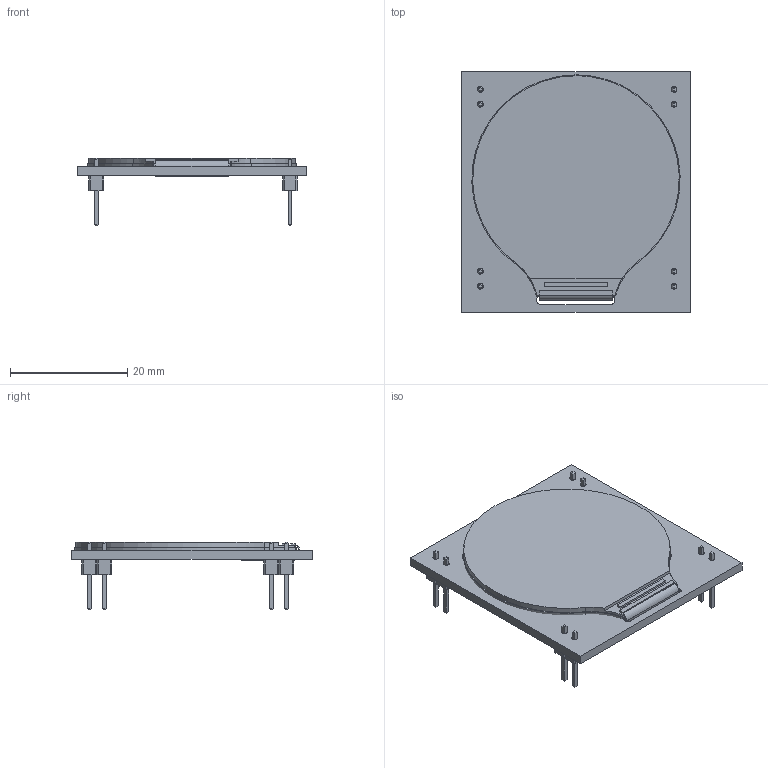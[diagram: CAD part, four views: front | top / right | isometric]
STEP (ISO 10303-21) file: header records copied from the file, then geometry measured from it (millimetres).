
FILE_DESCRIPTION(('KiCad electronic assembly'),'2;1');
FILE_NAME('round_lcd_riser.step','2024-04-23T12:46:14',('Pcbnew'),( 'Kicad'),'Open CASCADE STEP processor 7.7','KiCad to STEP converter' ,'Unknown');
FILE_SCHEMA(('AUTOMOTIVE_DESIGN { 1 0 10303 214 1 1 1 1 }'));
Length unit declared in the file: millimetre
Products named in the file (6): round_lcd_riser 1; GC9A01; PinHeader_1x02_P2.54mm_Vertical; PinHeader_1x02_P254mm_Vertical; Kishoof_screen_PCB
Assembly tree (8 placements, depth 3):
  round_lcd_riser 1
    GC9A01
      GC9A01
    PinHeader_1x02_P2.54mm_Vertical  x4
      PinHeader_1x02_P254mm_Vertical
    Kishoof_screen_PCB
Bounding box: 39 x 41 x 11.54 mm (x, y, z)
Volume: 4506.2 mm3; surface area: 6511.3 mm2
Topology: 7 solids, 7 shells, 468 faces, 1205 edges, 782 vertices
Faces by surface type: plane 248, bspline 212, cylinder 8
Full cylindrical faces by diameter (mm): 1 x8
Entity records: 14497 total; most frequent: CARTESIAN_POINT 6627, ORIENTED_EDGE 1678, EDGE_CURVE 839, VERTEX_POINT 554, B_SPLINE_CURVE_WITH_KNOTS 529, DIRECTION 494, FACE_BOUND 353, EDGE_LOOP 353
